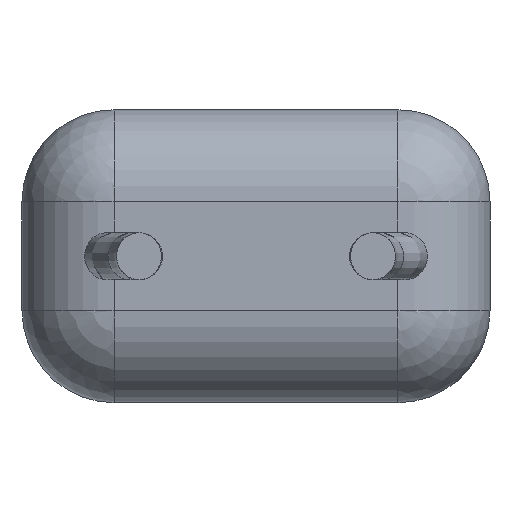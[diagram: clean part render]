
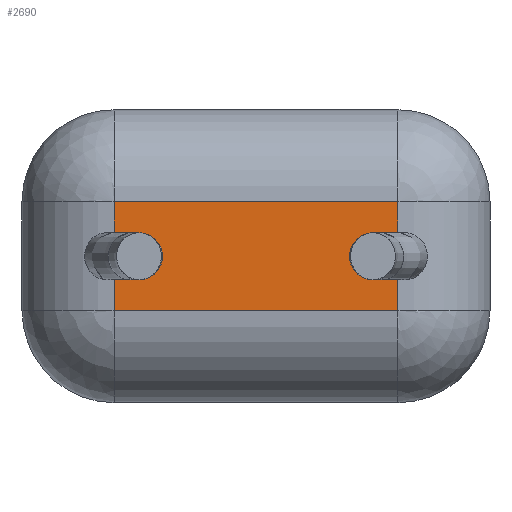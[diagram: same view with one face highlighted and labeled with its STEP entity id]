
A CAD part, front view. The second image highlights one B-rep face of the part: STEP entity #2690.
In plain terms, the highlighted planar face has unit normal (0, -1, 0).
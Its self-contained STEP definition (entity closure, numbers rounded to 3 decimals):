
#29 = DIRECTION ( 'NONE',  ( 0., 0., -1. ) ) ;
#46 = CARTESIAN_POINT ( 'NONE',  ( 1.27, 0., 1.335 ) ) ;
#59 = ORIENTED_EDGE ( 'NONE', *, *, #10512, .T. ) ;
#80 = DIRECTION ( 'NONE',  ( 0., 1., 0. ) ) ;
#100 = ORIENTED_EDGE ( 'NONE', *, *, #5180, .F. ) ;
#112 = CARTESIAN_POINT ( 'NONE',  ( 1.27, 0., 1.59 ) ) ;
#163 = EDGE_CURVE ( 'NONE', #9089, #964, #2430, .T. ) ;
#504 = LINE ( 'NONE', #4837, #5527 ) ;
#552 = DIRECTION ( 'NONE',  ( 0., 0., 1. ) ) ;
#776 = VERTEX_POINT ( 'NONE', #6414 ) ;
#865 = PLANE ( 'NONE',  #10882 ) ;
#869 = ORIENTED_EDGE ( 'NONE', *, *, #163, .T. ) ;
#964 = VERTEX_POINT ( 'NONE', #5815 ) ;
#1386 = VERTEX_POINT ( 'NONE', #7132 ) ;
#1631 = DIRECTION ( 'NONE',  ( 0., 0., -1. ) ) ;
#1891 = EDGE_CURVE ( 'NONE', #5770, #9089, #504, .T. ) ;
#2062 = EDGE_LOOP ( 'NONE', ( #59, #4381 ) ) ;
#2430 = LINE ( 'NONE', #10760, #10003 ) ;
#2654 = FACE_BOUND ( 'NONE', #3013, .T. ) ;
#2690 = ADVANCED_FACE ( 'NONE', ( #10765, #7109, #2654 ), #865, .F. ) ;
#2883 = VERTEX_POINT ( 'NONE', #5890 ) ;
#2959 = CARTESIAN_POINT ( 'NONE',  ( 1., 0., 2.18 ) ) ;
#3013 = EDGE_LOOP ( 'NONE', ( #100, #3820 ) ) ;
#3408 = CARTESIAN_POINT ( 'NONE',  ( 3.81, 0., 1.59 ) ) ;
#3530 = CARTESIAN_POINT ( 'NONE',  ( 1.27, 0., 1.845 ) ) ;
#3692 = ORIENTED_EDGE ( 'NONE', *, *, #10436, .T. ) ;
#3820 = ORIENTED_EDGE ( 'NONE', *, *, #5727, .F. ) ;
#4086 = CARTESIAN_POINT ( 'NONE',  ( 1., 0., 1. ) ) ;
#4245 = CIRCLE ( 'NONE', #5320, 0.255 ) ;
#4381 = ORIENTED_EDGE ( 'NONE', *, *, #4952, .T. ) ;
#4541 = AXIS2_PLACEMENT_3D ( 'NONE', #3408, #5967, #1631 ) ;
#4610 = LINE ( 'NONE', #2959, #6120 ) ;
#4806 = DIRECTION ( 'NONE',  ( 1., 0., 0. ) ) ;
#4837 = CARTESIAN_POINT ( 'NONE',  ( 1., 0., 3.18 ) ) ;
#4850 = AXIS2_PLACEMENT_3D ( 'NONE', #112, #6171, #7040 ) ;
#4952 = EDGE_CURVE ( 'NONE', #776, #2883, #11126, .T. ) ;
#5180 = EDGE_CURVE ( 'NONE', #6637, #9200, #6145, .T. ) ;
#5254 = CARTESIAN_POINT ( 'NONE',  ( 1.27, 0., 1.59 ) ) ;
#5320 = AXIS2_PLACEMENT_3D ( 'NONE', #11060, #9267, #5903 ) ;
#5527 = VECTOR ( 'NONE', #10857, 1000. ) ;
#5727 = EDGE_CURVE ( 'NONE', #9200, #6637, #7560, .T. ) ;
#5770 = VERTEX_POINT ( 'NONE', #6094 ) ;
#5815 = CARTESIAN_POINT ( 'NONE',  ( 4.08, 0., 1. ) ) ;
#5890 = CARTESIAN_POINT ( 'NONE',  ( 3.81, 0., 1.335 ) ) ;
#5903 = DIRECTION ( 'NONE',  ( 0., 0., -1. ) ) ;
#5967 = DIRECTION ( 'NONE',  ( 0., 1., 0. ) ) ;
#5981 = ORIENTED_EDGE ( 'NONE', *, *, #1891, .T. ) ;
#6094 = CARTESIAN_POINT ( 'NONE',  ( 1., 0., 2.18 ) ) ;
#6100 = EDGE_CURVE ( 'NONE', #1386, #5770, #4610, .T. ) ;
#6120 = VECTOR ( 'NONE', #9823, 1000. ) ;
#6145 = CIRCLE ( 'NONE', #6844, 0.255 ) ;
#6171 = DIRECTION ( 'NONE',  ( 0., -1., 0. ) ) ;
#6414 = CARTESIAN_POINT ( 'NONE',  ( 3.81, 0., 1.845 ) ) ;
#6637 = VERTEX_POINT ( 'NONE', #46 ) ;
#6844 = AXIS2_PLACEMENT_3D ( 'NONE', #5254, #8680, #29 ) ;
#7040 = DIRECTION ( 'NONE',  ( 0., 0., -1. ) ) ;
#7109 = FACE_OUTER_BOUND ( 'NONE', #10474, .T. ) ;
#7132 = CARTESIAN_POINT ( 'NONE',  ( 4.08, 0., 2.18 ) ) ;
#7560 = CIRCLE ( 'NONE', #4850, 0.255 ) ;
#7753 = VECTOR ( 'NONE', #552, 1000. ) ;
#8242 = CARTESIAN_POINT ( 'NONE',  ( 4.08, 0., 3.18 ) ) ;
#8680 = DIRECTION ( 'NONE',  ( 0., -1., 0. ) ) ;
#8968 = LINE ( 'NONE', #8242, #7753 ) ;
#9089 = VERTEX_POINT ( 'NONE', #4086 ) ;
#9200 = VERTEX_POINT ( 'NONE', #3530 ) ;
#9267 = DIRECTION ( 'NONE',  ( 0., 1., 0. ) ) ;
#9477 = ORIENTED_EDGE ( 'NONE', *, *, #6100, .T. ) ;
#9505 = DIRECTION ( 'NONE',  ( 0., 0., 1. ) ) ;
#9823 = DIRECTION ( 'NONE',  ( -1., 0., 0. ) ) ;
#10003 = VECTOR ( 'NONE', #4806, 1000. ) ;
#10421 = CARTESIAN_POINT ( 'NONE',  ( 0., 0., 3.18 ) ) ;
#10436 = EDGE_CURVE ( 'NONE', #964, #1386, #8968, .T. ) ;
#10474 = EDGE_LOOP ( 'NONE', ( #5981, #869, #3692, #9477 ) ) ;
#10512 = EDGE_CURVE ( 'NONE', #2883, #776, #4245, .T. ) ;
#10760 = CARTESIAN_POINT ( 'NONE',  ( 0., 0., 1. ) ) ;
#10765 = FACE_BOUND ( 'NONE', #2062, .T. ) ;
#10857 = DIRECTION ( 'NONE',  ( 0., 0., -1. ) ) ;
#10882 = AXIS2_PLACEMENT_3D ( 'NONE', #10421, #80, #9505 ) ;
#11060 = CARTESIAN_POINT ( 'NONE',  ( 3.81, 0., 1.59 ) ) ;
#11126 = CIRCLE ( 'NONE', #4541, 0.255 ) ;
